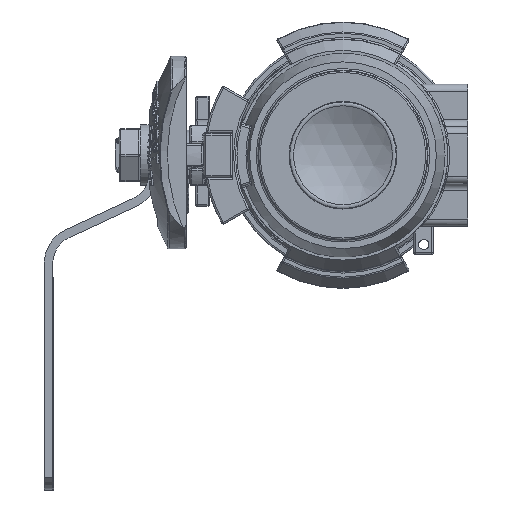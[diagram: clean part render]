
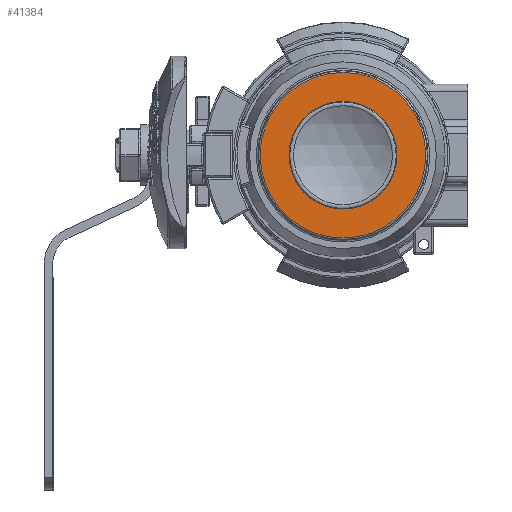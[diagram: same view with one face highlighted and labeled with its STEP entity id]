
A CAD part, left-side view. The second image highlights one B-rep face of the part: STEP entity #41384.
In plain terms, the highlighted planar face has unit normal (-1, 0, 0).
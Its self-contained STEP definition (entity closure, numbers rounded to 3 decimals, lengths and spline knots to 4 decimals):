
#1197=FACE_BOUND('',#4907,.T.);
#1408=PLANE('',#44330);
#2398=FACE_OUTER_BOUND('',#4906,.T.);
#4906=EDGE_LOOP('',(#26984));
#4907=EDGE_LOOP('',(#26985));
#7613=CIRCLE('',#44326,1.4608);
#7617=CIRCLE('',#44331,0.95);
#16516=VERTEX_POINT('',#58764);
#16519=VERTEX_POINT('',#58772);
#20599=EDGE_CURVE('',#16516,#16516,#7613,.T.);
#20603=EDGE_CURVE('',#16519,#16519,#7617,.T.);
#26984=ORIENTED_EDGE('',*,*,#20599,.F.);
#26985=ORIENTED_EDGE('',*,*,#20603,.F.);
#41384=ADVANCED_FACE('',(#2398,#1197),#1408,.F.);
#44326=AXIS2_PLACEMENT_3D('',#58765,#48076,#48077);
#44330=AXIS2_PLACEMENT_3D('',#58771,#48084,#48085);
#44331=AXIS2_PLACEMENT_3D('',#58773,#48086,#48087);
#48076=DIRECTION('center_axis',(1.,0.,0.));
#48077=DIRECTION('ref_axis',(0.,-1.,0.));
#48084=DIRECTION('center_axis',(1.,0.,0.));
#48085=DIRECTION('ref_axis',(0.,0.,-1.));
#48086=DIRECTION('center_axis',(-1.,0.,0.));
#48087=DIRECTION('ref_axis',(0.,0.,1.));
#58764=CARTESIAN_POINT('',(-1.36,0.,-1.4608));
#58765=CARTESIAN_POINT('Origin',(-1.36,0.,0.));
#58771=CARTESIAN_POINT('Origin',(-1.36,1.4818,0.));
#58772=CARTESIAN_POINT('',(-1.36,-0.95,0.));
#58773=CARTESIAN_POINT('Origin',(-1.36,0.,0.));
